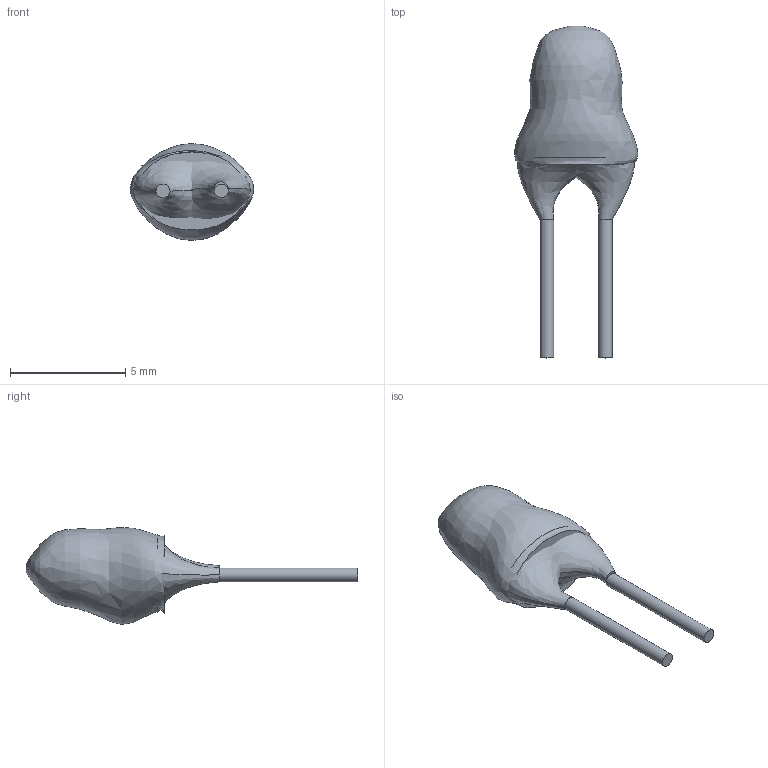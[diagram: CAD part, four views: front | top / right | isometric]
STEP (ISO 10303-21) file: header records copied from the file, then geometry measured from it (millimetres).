
FILE_DESCRIPTION(('FreeCAD Model'),'2;1');
FILE_NAME('NTCLE100E3221JB0_Pin_6mm.step', '2021-05-06T14:08:45',('Author'),(''), 'Open CASCADE STEP processor 7.2','FreeCAD','Unknown');
FILE_SCHEMA(('AUTOMOTIVE_DESIGN { 1 0 10303 214 1 1 1 1 }'));
Length unit declared in the file: millimetre
Products named in the file (5): Loft_Cuerpo; Loft_Pin; Loft_Pin001; Sweep; Sweep001
Bounding box: 5.35 x 14.4 x 4.21 mm (x, y, z)
Volume: 84.6 mm3; surface area: 179.5 mm2
Topology: 5 solids, 5 shells, 17 faces, 21 edges, 14 vertices
Faces by surface type: plane 10, bspline 5, cylinder 2
Full cylindrical faces by diameter (mm): 0.6 x2
Entity records: 777 total; most frequent: CARTESIAN_POINT 443, ORIENTED_EDGE 42, DIRECTION 36, EDGE_CURVE 21, AXIS2_PLACEMENT_3D 17, ADVANCED_FACE 17, FACE_BOUND 17, EDGE_LOOP 17
